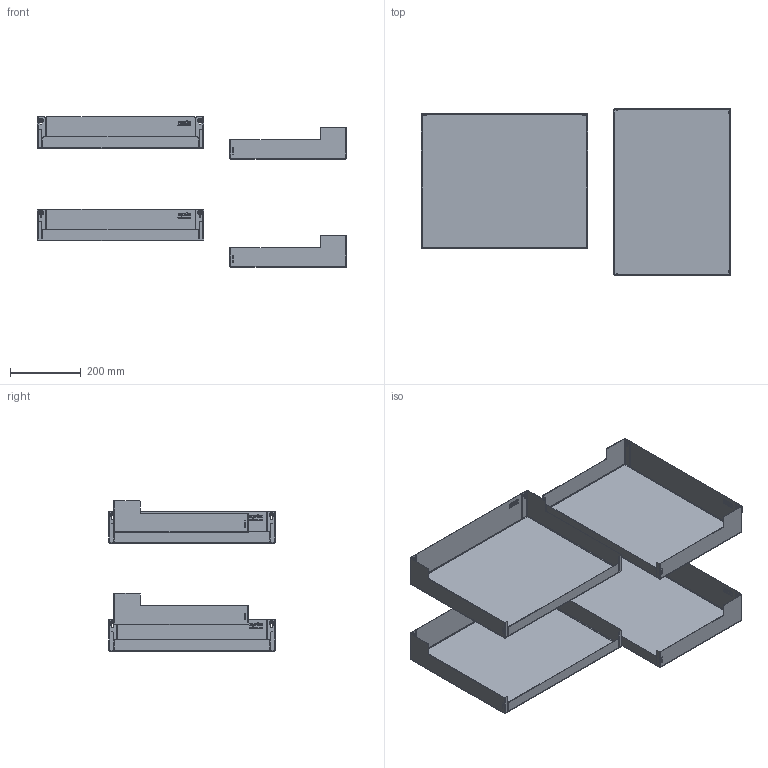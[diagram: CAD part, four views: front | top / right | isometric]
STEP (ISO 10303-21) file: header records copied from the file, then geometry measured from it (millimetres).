
FILE_DESCRIPTION(/* description */ (''),/* implementation_level */ '2;1');
FILE_NAME(/* name */ '3D_300-1115-XX.sat.ipt.stp',/* time_stamp */ '2022-07-18T16:48:52+02:00',/* author */ (''),/* organization */ (''),/* preprocessor_version */ 'ST-DEVELOPER v18.1',/* originating_system */ 'Autodesk Inventor 2021',/* authorisation */ '');
FILE_SCHEMA (('CONFIG_CONTROL_DESIGN'));
Length unit declared in the file: millimetre
Products named in the file (1): 3D_300-1115-XX.sat
Bounding box: 874.43 x 470.5 x 425.45 mm (x, y, z)
Volume: 1328679.6 mm3; surface area: 2134032.2 mm2
Topology: 4 solids, 4 shells, 1280 faces, 3292 edges, 2120 vertices
Faces by surface type: plane 940, cylinder 252, sphere 40, bspline 40, torus 8
Entity records: 40391 total; most frequent: CARTESIAN_POINT 9093, ORIENTED_EDGE 6584, DIRECTION 6198, EDGE_CURVE 3292, LINE 2628, VECTOR 2628, VERTEX_POINT 2120, AXIS2_PLACEMENT_3D 1785
